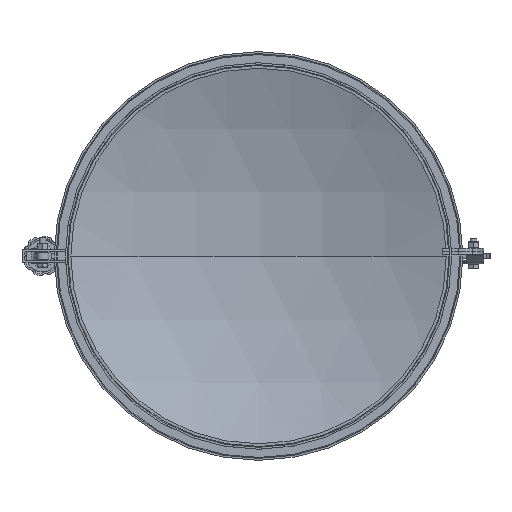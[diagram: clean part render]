
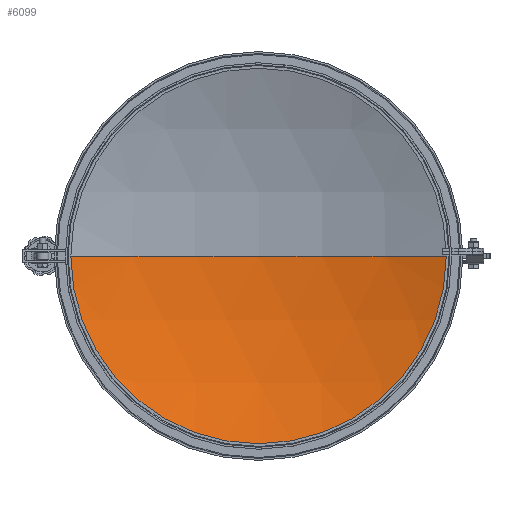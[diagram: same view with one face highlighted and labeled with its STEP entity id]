
A CAD part, front view. The second image highlights one B-rep face of the part: STEP entity #6099.
In plain terms, the highlighted spherical face has radius 844.09 mm.
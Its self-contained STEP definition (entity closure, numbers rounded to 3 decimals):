
#304 = DIRECTION ( 'NONE',  ( -1., 0., 0. ) ) ;
#305 = DIRECTION ( 'NONE',  ( 0., 0., -1. ) ) ;
#306 = CARTESIAN_POINT ( 'NONE',  ( 0., -844.09, 0. ) ) ;
#307 = AXIS2_PLACEMENT_3D ( 'NONE', #306, #305, #304 ) ;
#308 = SPHERICAL_SURFACE ( 'NONE', #307, 844.09 ) ;
#309 = FACE_OUTER_BOUND ( 'NONE', #6678, .T. ) ;
#1633 = DIRECTION ( 'NONE',  ( 0., 0., -1. ) ) ;
#1634 = DIRECTION ( 'NONE',  ( 0., -1., 0. ) ) ;
#1635 = CARTESIAN_POINT ( 'NONE',  ( 0., -53., 0. ) ) ;
#1636 = AXIS2_PLACEMENT_3D ( 'NONE', #1635, #1634, #1633 ) ;
#1637 = CIRCLE ( 'NONE', #1636, 294.388 ) ;
#5342 = EDGE_CURVE ( 'NONE', #5343, #5344, #10311, .T. ) ;
#5343 = VERTEX_POINT ( 'NONE', #10301 ) ;
#5344 = VERTEX_POINT ( 'NONE', #10300 ) ;
#5346 = EDGE_CURVE ( 'NONE', #5343, #5347, #10362, .T. ) ;
#5347 = VERTEX_POINT ( 'NONE', #10358 ) ;
#6099 = ADVANCED_FACE ( 'NONE', ( #309 ), #308, .F. ) ;
#6606 = EDGE_CURVE ( 'NONE', #5344, #5347, #1637, .T. ) ;
#6624 = ORIENTED_EDGE ( 'NONE', *, *, #5342, .T. ) ;
#6627 = ORIENTED_EDGE ( 'NONE', *, *, #5346, .F. ) ;
#6678 = EDGE_LOOP ( 'NONE', ( #6627, #6624, #6764 ) ) ;
#6764 = ORIENTED_EDGE ( 'NONE', *, *, #6606, .T. ) ;
#10299 = CARTESIAN_POINT ( 'NONE',  ( 0., -844.09, 0. ) ) ;
#10300 = CARTESIAN_POINT ( 'NONE',  ( -294.388, -53., 0. ) ) ;
#10301 = CARTESIAN_POINT ( 'NONE',  ( 0., 0., 0. ) ) ;
#10302 = DIRECTION ( 'NONE',  ( 1., 0., 0. ) ) ;
#10303 = DIRECTION ( 'NONE',  ( 0., 0., 1. ) ) ;
#10304 = CARTESIAN_POINT ( 'NONE',  ( 0., -844.09, 0. ) ) ;
#10305 = AXIS2_PLACEMENT_3D ( 'NONE', #10304, #10303, #10302 ) ;
#10311 = CIRCLE ( 'NONE', #10305, 844.09 ) ;
#10358 = CARTESIAN_POINT ( 'NONE',  ( 294.388, -53., 0. ) ) ;
#10359 = DIRECTION ( 'NONE',  ( -1., 0., 0. ) ) ;
#10360 = DIRECTION ( 'NONE',  ( 0., 0., -1. ) ) ;
#10361 = AXIS2_PLACEMENT_3D ( 'NONE', #10299, #10360, #10359 ) ;
#10362 = CIRCLE ( 'NONE', #10361, 844.09 ) ;
